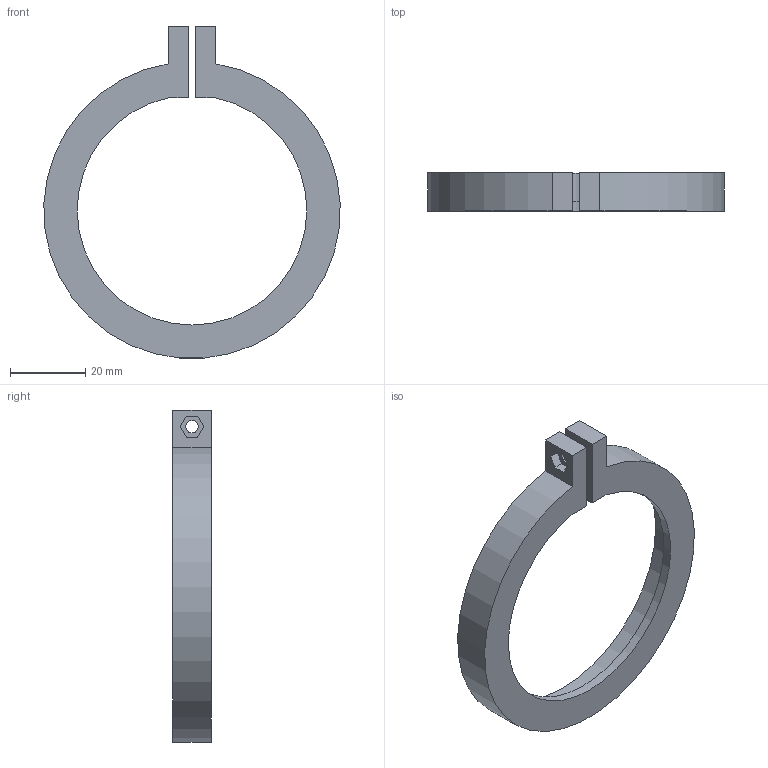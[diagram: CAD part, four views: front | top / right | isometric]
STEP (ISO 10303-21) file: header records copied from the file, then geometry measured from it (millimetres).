
FILE_DESCRIPTION((''),'2;1');
FILE_NAME('ATIK-CLAMP-RING','2022-10-24T16:19:47',('mark.l.sproul'),(''),'CREO PARAMETRIC BY PTC INC, 2017380','CREO PARAMETRIC BY PTC INC, 2017380','');
FILE_SCHEMA(('CONFIG_CONTROL_DESIGN'));
Length unit declared in the file: inch
Products named in the file (1): ATIK-CLAMP-RING
Bounding box: 78.65 x 10.16 x 88.12 mm (x, y, z)
Volume: 13588.5 mm3; surface area: 9333.7 mm2
Topology: 1 solids, 1 shells, 31 faces, 83 edges, 55 vertices
Faces by surface type: plane 24, cylinder 7
Entity records: 1013 total; most frequent: CARTESIAN_POINT 177, ORIENTED_EDGE 166, DIRECTION 156, EDGE_CURVE 83, VECTOR 66, LINE 66, VERTEX_POINT 55, AXIS2_PLACEMENT_3D 45
